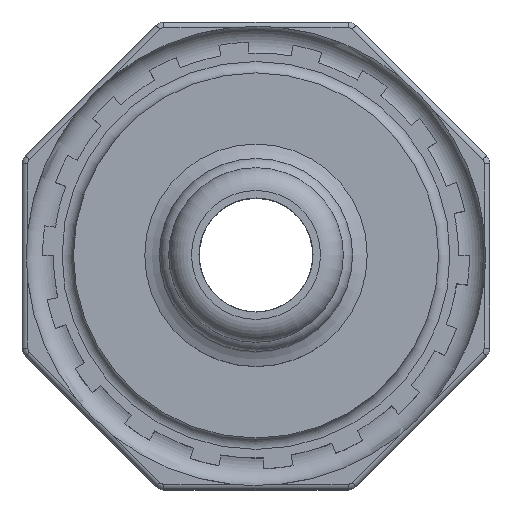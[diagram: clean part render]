
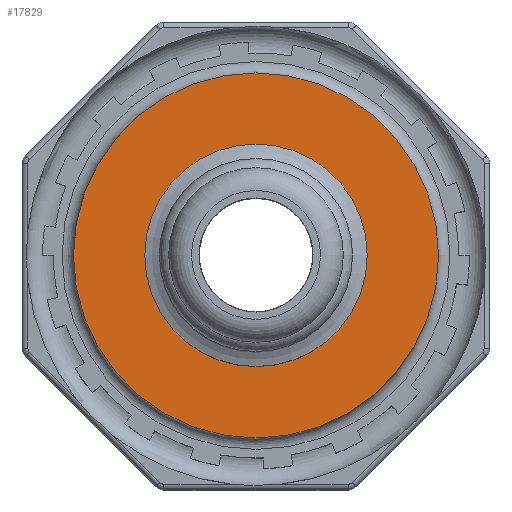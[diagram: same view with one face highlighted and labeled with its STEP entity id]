
A CAD part, top view. The second image highlights one B-rep face of the part: STEP entity #17829.
In plain terms, the highlighted planar face has unit normal (0, 0, 1).
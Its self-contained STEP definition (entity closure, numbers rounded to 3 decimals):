
#113=FACE_BOUND('',#2687,.T.);
#857=PLANE('',#18895);
#1728=FACE_OUTER_BOUND('',#2686,.T.);
#2686=EDGE_LOOP('',(#16419));
#2687=EDGE_LOOP('',(#16420));
#2946=CIRCLE('',#18896,16.);
#2947=CIRCLE('',#18897,9.75);
#9073=VERTEX_POINT('',#35994);
#9074=VERTEX_POINT('',#35996);
#11549=EDGE_CURVE('',#9073,#9073,#2946,.T.);
#11550=EDGE_CURVE('',#9074,#9074,#2947,.T.);
#16419=ORIENTED_EDGE('',*,*,#11549,.T.);
#16420=ORIENTED_EDGE('',*,*,#11550,.T.);
#17829=ADVANCED_FACE('',(#1728,#113),#857,.T.);
#18895=AXIS2_PLACEMENT_3D('',#35993,#23043,#23044);
#18896=AXIS2_PLACEMENT_3D('',#35995,#23045,#23046);
#18897=AXIS2_PLACEMENT_3D('',#35997,#23047,#23048);
#23043=DIRECTION('center_axis',(0.,0.,1.));
#23044=DIRECTION('ref_axis',(0.5,-0.866,0.));
#23045=DIRECTION('center_axis',(0.,0.,1.));
#23046=DIRECTION('ref_axis',(0.5,-0.866,0.));
#23047=DIRECTION('center_axis',(0.,0.,-1.));
#23048=DIRECTION('ref_axis',(-0.5,0.866,0.));
#35993=CARTESIAN_POINT('Origin',(0.,0.,60.5));
#35994=CARTESIAN_POINT('',(-8.,13.856,60.5));
#35995=CARTESIAN_POINT('Origin',(0.,0.,60.5));
#35996=CARTESIAN_POINT('',(4.875,-8.444,60.5));
#35997=CARTESIAN_POINT('Origin',(0.,0.,60.5));
